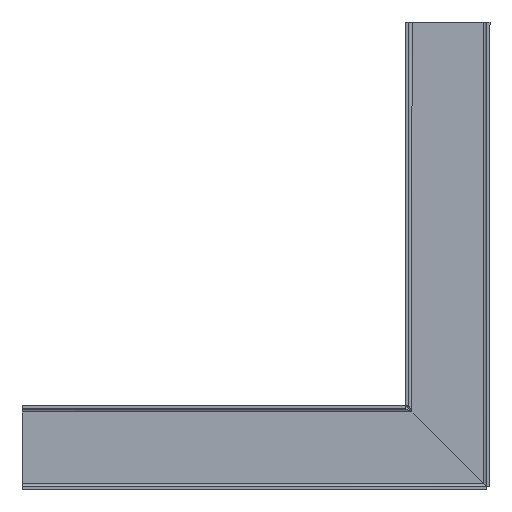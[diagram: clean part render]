
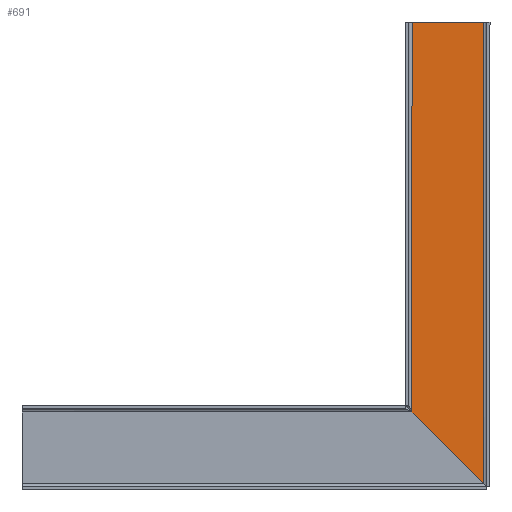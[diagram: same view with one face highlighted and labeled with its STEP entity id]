
A CAD part, front view. The second image highlights one B-rep face of the part: STEP entity #691.
In plain terms, the highlighted planar face has unit normal (0, -1, 0).
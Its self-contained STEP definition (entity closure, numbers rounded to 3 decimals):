
#73 = ORIENTED_EDGE ( 'NONE', *, *, #733, .F. ) ;
#122 = CARTESIAN_POINT ( 'NONE',  ( -146., 23., -50. ) ) ;
#138 = EDGE_CURVE ( 'NONE', #727, #256, #867, .T. ) ;
#167 = DIRECTION ( 'NONE',  ( 1., 0., 0. ) ) ;
#184 = ORIENTED_EDGE ( 'NONE', *, *, #1363, .F. ) ;
#230 = VECTOR ( 'NONE', #591, 1000. ) ;
#256 = VERTEX_POINT ( 'NONE', #1163 ) ;
#271 = VERTEX_POINT ( 'NONE', #1173 ) ;
#285 = CARTESIAN_POINT ( 'NONE',  ( -150., 23., -4. ) ) ;
#355 = DIRECTION ( 'NONE',  ( 0., -1., 0. ) ) ;
#474 = FACE_OUTER_BOUND ( 'NONE', #1288, .T. ) ;
#509 = LINE ( 'NONE', #1200, #1274 ) ;
#591 = DIRECTION ( 'NONE',  ( 0., 0., -1. ) ) ;
#660 = VECTOR ( 'NONE', #670, 1000. ) ;
#670 = DIRECTION ( 'NONE',  ( 0.707, 0., 0.707 ) ) ;
#685 = AXIS2_PLACEMENT_3D ( 'NONE', #719, #355, #1056 ) ;
#691 = ADVANCED_FACE ( 'NONE', ( #474 ), #1393, .T. ) ;
#719 = CARTESIAN_POINT ( 'NONE',  ( 0., 23., 0. ) ) ;
#727 = VERTEX_POINT ( 'NONE', #122 ) ;
#731 = LINE ( 'NONE', #1040, #230 ) ;
#733 = EDGE_CURVE ( 'NONE', #256, #881, #734, .T. ) ;
#734 = LINE ( 'NONE', #285, #896 ) ;
#867 = LINE ( 'NONE', #897, #660 ) ;
#881 = VERTEX_POINT ( 'NONE', #1332 ) ;
#896 = VECTOR ( 'NONE', #167, 1000. ) ;
#897 = CARTESIAN_POINT ( 'NONE',  ( -48., 23., 48. ) ) ;
#928 = ORIENTED_EDGE ( 'NONE', *, *, #138, .F. ) ;
#1040 = CARTESIAN_POINT ( 'NONE',  ( 150., 23., -50. ) ) ;
#1056 = DIRECTION ( 'NONE',  ( 0., 0., -1. ) ) ;
#1147 = EDGE_CURVE ( 'NONE', #881, #271, #731, .T. ) ;
#1163 = CARTESIAN_POINT ( 'NONE',  ( -100., 23., -4. ) ) ;
#1173 = CARTESIAN_POINT ( 'NONE',  ( 150., 23., -50. ) ) ;
#1200 = CARTESIAN_POINT ( 'NONE',  ( -150., 23., -50. ) ) ;
#1211 = DIRECTION ( 'NONE',  ( -1., 0., 0. ) ) ;
#1274 = VECTOR ( 'NONE', #1211, 1000. ) ;
#1288 = EDGE_LOOP ( 'NONE', ( #73, #928, #184, #1394 ) ) ;
#1332 = CARTESIAN_POINT ( 'NONE',  ( 150., 23., -4. ) ) ;
#1363 = EDGE_CURVE ( 'NONE', #271, #727, #509, .T. ) ;
#1393 = PLANE ( 'NONE',  #685 ) ;
#1394 = ORIENTED_EDGE ( 'NONE', *, *, #1147, .F. ) ;
